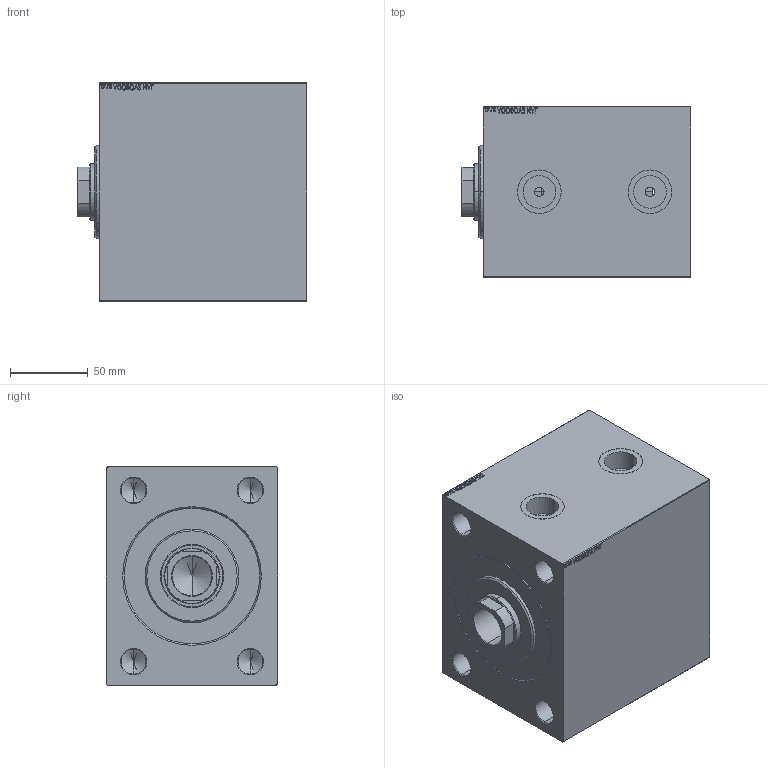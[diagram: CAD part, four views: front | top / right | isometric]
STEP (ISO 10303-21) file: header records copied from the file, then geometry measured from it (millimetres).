
FILE_DESCRIPTION (( 'STEP AP203' ), '1' );
FILE_NAME ('a78c.STEP', '2022-06-03T08:57:01', ( '' ), ( '' ), 'SwSTEP 2.0', 'SolidWorks 2019', '' );
FILE_SCHEMA (( 'CONFIG_CONTROL_DESIGN' ));
Length unit declared in the file: millimetre
Products named in the file (4): V450CM_B_Body dbdf458399a2a61cf4e8421ce9afc2ef; a78c; V450CM_VC_B dbdf458399a2a61cf4e8421ce9afc2ef; V450CM_B_VCP dbdf458399a2a61cf4e8421ce9afc2ef
Assembly tree (3 placements, depth 2):
  a78c
    V450CM_B_Body dbdf458399a2a61cf4e8421ce9afc2ef
    V450CM_B_VCP dbdf458399a2a61cf4e8421ce9afc2ef
    V450CM_VC_B dbdf458399a2a61cf4e8421ce9afc2ef
Bounding box: 147 x 110 x 140 mm (x, y, z)
Volume: 1816875.6 mm3; surface area: 196857.8 mm2
Topology: 3 solids, 3 shells, 900 faces, 2305 edges, 1509 vertices
Faces by surface type: plane 408, bspline 380, cylinder 66, cone 46
Entity records: 45077 total; most frequent: CARTESIAN_POINT 25410, ORIENTED_EDGE 4574, DIRECTION 2719, EDGE_CURVE 2287, VERTEX_POINT 1509, VECTOR 1347, LINE 1347, EDGE_LOOP 1026
